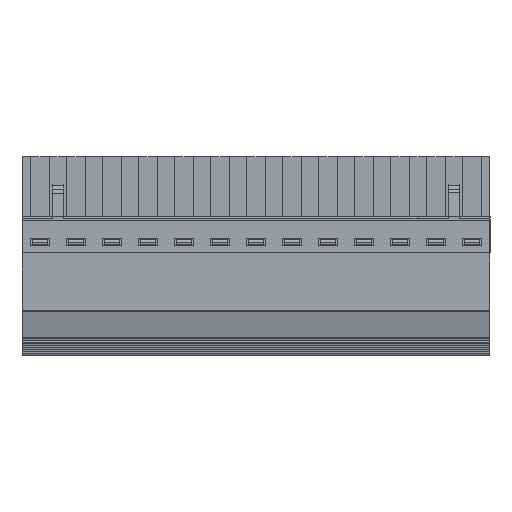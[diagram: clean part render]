
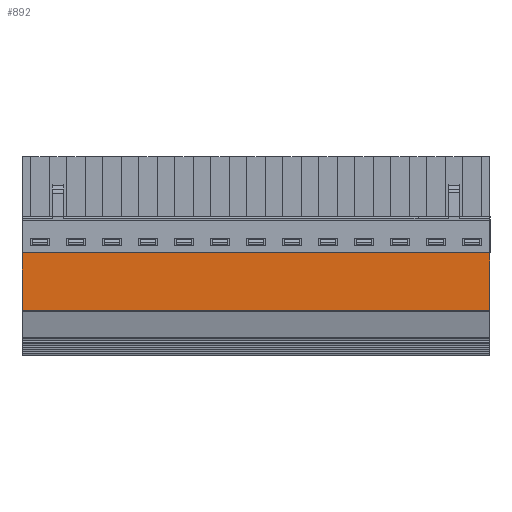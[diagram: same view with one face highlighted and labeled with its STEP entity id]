
A CAD part, front view. The second image highlights one B-rep face of the part: STEP entity #892.
In plain terms, the highlighted planar face has unit normal (0, -1, 0).
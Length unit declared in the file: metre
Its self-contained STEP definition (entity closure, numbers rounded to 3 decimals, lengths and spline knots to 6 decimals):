
#892=ADVANCED_FACE('',(#2525),#2526,.T.);
#2525=FACE_OUTER_BOUND('',#5085,.T.);
#2526=PLANE('',#5086);
#5085=EDGE_LOOP('',(#7844,#7845,#7846,#7847,#7848,#7849,#7850,#7851,#7852,#7853));
#5086=AXIS2_PLACEMENT_3D('',#7854,#7855,#7856);
#7844=ORIENTED_EDGE('',*,*,#14382,.T.);
#7845=ORIENTED_EDGE('',*,*,#14406,.T.);
#7846=ORIENTED_EDGE('',*,*,#14407,.F.);
#7847=ORIENTED_EDGE('',*,*,#14408,.T.);
#7848=ORIENTED_EDGE('',*,*,#14409,.T.);
#7849=ORIENTED_EDGE('',*,*,#14410,.T.);
#7850=ORIENTED_EDGE('',*,*,#14411,.F.);
#7851=ORIENTED_EDGE('',*,*,#14291,.F.);
#7852=ORIENTED_EDGE('',*,*,#14286,.T.);
#7853=ORIENTED_EDGE('',*,*,#14412,.T.);
#7854=CARTESIAN_POINT('',(-0.01195,-0.035437,-0.075199));
#7855=DIRECTION('',(0.,-1.0,0.));
#7856=DIRECTION('',(0.,0.,1.0));
#14286=EDGE_CURVE('',#16913,#16911,#16914,.T.);
#14291=EDGE_CURVE('',#16913,#16920,#16921,.T.);
#14382=EDGE_CURVE('',#17061,#17059,#17062,.T.);
#14406=EDGE_CURVE('',#17059,#17098,#17099,.T.);
#14407=EDGE_CURVE('',#17100,#17098,#17101,.T.);
#14408=EDGE_CURVE('',#17100,#17102,#17103,.T.);
#14409=EDGE_CURVE('',#17102,#17104,#17105,.T.);
#14410=EDGE_CURVE('',#17104,#17106,#17107,.T.);
#14411=EDGE_CURVE('',#16920,#17106,#17108,.T.);
#14412=EDGE_CURVE('',#16911,#17061,#17109,.T.);
#16911=VERTEX_POINT('',#20764);
#16913=VERTEX_POINT('',#20767);
#16914=LINE('',#20768,#20769);
#16920=VERTEX_POINT('',#20778);
#16921=LINE('',#20779,#20780);
#17059=VERTEX_POINT('',#20965);
#17061=VERTEX_POINT('',#20968);
#17062=LINE('',#20969,#20970);
#17098=VERTEX_POINT('',#21007);
#17099=LINE('',#21008,#21009);
#17100=VERTEX_POINT('',#21010);
#17101=LINE('',#21011,#21012);
#17102=VERTEX_POINT('',#21013);
#17103=LINE('',#21014,#21015);
#17104=VERTEX_POINT('',#21016);
#17105=LINE('',#21017,#21018);
#17106=VERTEX_POINT('',#21019);
#17107=LINE('',#21020,#21021);
#17108=LINE('',#21022,#21023);
#17109=LINE('',#21024,#21025);
#20764=CARTESIAN_POINT('',(-0.01195,-0.035437,-0.064424));
#20767=CARTESIAN_POINT('',(-0.011946,-0.035437,-0.064424));
#20768=CARTESIAN_POINT('',(-0.01195,-0.035437,-0.064424));
#20769=VECTOR('',#26273,1.0);
#20778=CARTESIAN_POINT('',(-0.011946,-0.035437,-0.067526));
#20779=CARTESIAN_POINT('',(-0.011946,-0.035437,-0.075199));
#20780=VECTOR('',#26277,1.0);
#20965=CARTESIAN_POINT('',(0.053052,-0.035437,-0.076626));
#20968=CARTESIAN_POINT('',(-0.01195,-0.035437,-0.076626));
#20969=CARTESIAN_POINT('',(0.052814,-0.035437,-0.076626));
#20970=VECTOR('',#26386,1.0);
#21007=CARTESIAN_POINT('',(0.053052,-0.035437,-0.067526));
#21008=CARTESIAN_POINT('',(0.053052,-0.035437,-0.075199));
#21009=VECTOR('',#26424,1.0);
#21010=CARTESIAN_POINT('',(0.051947,-0.035437,-0.067526));
#21011=CARTESIAN_POINT('',(-0.02695,-0.035437,-0.067526));
#21012=VECTOR('',#26425,1.0);
#21013=CARTESIAN_POINT('',(0.051947,-0.035437,-0.068613));
#21014=CARTESIAN_POINT('',(0.051947,-0.035437,-0.075199));
#21015=VECTOR('',#26426,1.0);
#21016=CARTESIAN_POINT('',(-0.010847,-0.035437,-0.068613));
#21017=CARTESIAN_POINT('',(-0.01195,-0.035437,-0.068613));
#21018=VECTOR('',#26427,1.0);
#21019=CARTESIAN_POINT('',(-0.010847,-0.035437,-0.067526));
#21020=CARTESIAN_POINT('',(-0.010847,-0.035437,-0.075199));
#21021=VECTOR('',#26428,1.0);
#21022=CARTESIAN_POINT('',(-0.01195,-0.035437,-0.067526));
#21023=VECTOR('',#26429,1.0);
#21024=CARTESIAN_POINT('',(-0.01195,-0.035437,-0.075199));
#21025=VECTOR('',#26430,1.0);
#26273=DIRECTION('',(-1.0,0.,0.));
#26277=DIRECTION('',(0.,0.,-1.0));
#26386=DIRECTION('',(1.0,0.,0.));
#26424=DIRECTION('',(0.,0.,1.0));
#26425=DIRECTION('',(1.0,0.,0.));
#26426=DIRECTION('',(0.,0.,-1.0));
#26427=DIRECTION('',(-1.0,0.,0.));
#26428=DIRECTION('',(0.,0.,1.0));
#26429=DIRECTION('',(1.0,0.,0.));
#26430=DIRECTION('',(0.,0.,-1.0));
